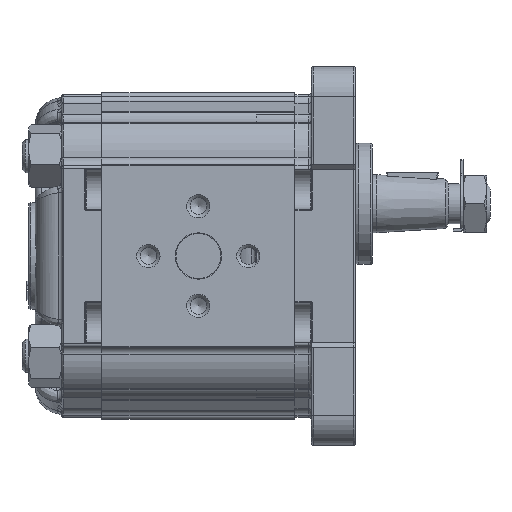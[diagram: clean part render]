
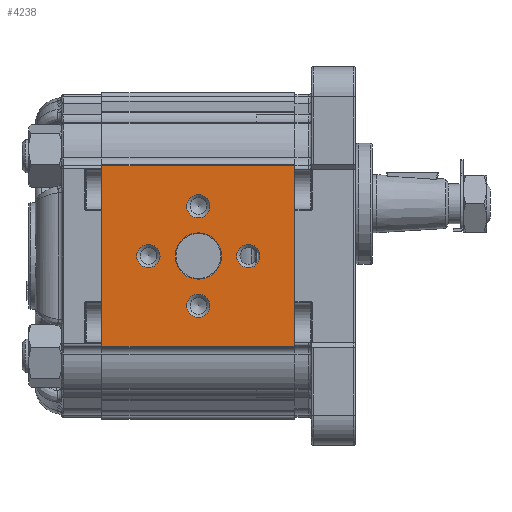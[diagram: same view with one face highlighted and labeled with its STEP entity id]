
A CAD part, left-side view. The second image highlights one B-rep face of the part: STEP entity #4238.
In plain terms, the highlighted planar face has unit normal (-1, 0, 0).
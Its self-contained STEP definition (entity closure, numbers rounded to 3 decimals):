
#4238 = ADVANCED_FACE( '', ( #9424, #9425, #9426, #9427, #9428, #9429 ), #9430, .T. );
#9424 = FACE_BOUND( '', #17100, .T. );
#9425 = FACE_BOUND( '', #17101, .T. );
#9426 = FACE_BOUND( '', #17102, .T. );
#9427 = FACE_BOUND( '', #17103, .T. );
#9428 = FACE_BOUND( '', #17104, .T. );
#9429 = FACE_OUTER_BOUND( '', #17105, .T. );
#9430 = PLANE( '', #17106 );
#17100 = EDGE_LOOP( '', ( #31377 ) );
#17101 = EDGE_LOOP( '', ( #31378 ) );
#17102 = EDGE_LOOP( '', ( #31379 ) );
#17103 = EDGE_LOOP( '', ( #31380 ) );
#17104 = EDGE_LOOP( '', ( #31381 ) );
#17105 = EDGE_LOOP( '', ( #31382, #31383, #31384, #31385 ) );
#17106 = AXIS2_PLACEMENT_3D( '', #31386, #31387, #31388 );
#31377 = ORIENTED_EDGE( '', *, *, #38689, .T. );
#31378 = ORIENTED_EDGE( '', *, *, #42586, .T. );
#31379 = ORIENTED_EDGE( '', *, *, #38478, .T. );
#31380 = ORIENTED_EDGE( '', *, *, #43523, .T. );
#31381 = ORIENTED_EDGE( '', *, *, #41623, .T. );
#31382 = ORIENTED_EDGE( '', *, *, #41114, .F. );
#31383 = ORIENTED_EDGE( '', *, *, #39881, .F. );
#31384 = ORIENTED_EDGE( '', *, *, #42731, .T. );
#31385 = ORIENTED_EDGE( '', *, *, #39972, .T. );
#31386 = CARTESIAN_POINT( '', ( -43., 58., 27.048 ) );
#31387 = DIRECTION( '', ( -1., 0., 0. ) );
#31388 = DIRECTION( '', ( 0., 0., 1. ) );
#38478 = EDGE_CURVE( '', #45427, #45427, #45428, .F. );
#38689 = EDGE_CURVE( '', #45820, #45820, #45821, .F. );
#39881 = EDGE_CURVE( '', #47869, #47865, #47871, .T. );
#39972 = EDGE_CURVE( '', #48034, #48031, #48035, .T. );
#41114 = EDGE_CURVE( '', #47865, #48031, #49843, .T. );
#41623 = EDGE_CURVE( '', #50610, #50610, #50611, .F. );
#42586 = EDGE_CURVE( '', #51983, #51983, #51984, .F. );
#42731 = EDGE_CURVE( '', #47869, #48034, #52177, .T. );
#43523 = EDGE_CURVE( '', #53174, #53174, #53175, .F. );
#45427 = VERTEX_POINT( '', #55516 );
#45428 = CIRCLE( '', #55517, 3.5 );
#45820 = VERTEX_POINT( '', #56054 );
#45821 = CIRCLE( '', #56055, 3.5 );
#47865 = VERTEX_POINT( '', #59972 );
#47869 = VERTEX_POINT( '', #59977 );
#47871 = LINE( '', #59979, #59980 );
#48031 = VERTEX_POINT( '', #60215 );
#48034 = VERTEX_POINT( '', #60218 );
#48035 = LINE( '', #60219, #60220 );
#49843 = LINE( '', #63968, #63969 );
#50610 = VERTEX_POINT( '', #65341 );
#50611 = CIRCLE( '', #65342, 6.95 );
#51983 = VERTEX_POINT( '', #68347 );
#51984 = CIRCLE( '', #68348, 3.5 );
#52177 = LINE( '', #68790, #68791 );
#53174 = VERTEX_POINT( '', #70908 );
#53175 = CIRCLE( '', #70909, 3.5 );
#55516 = CARTESIAN_POINT( '', ( -43., 29., -11.5 ) );
#55517 = AXIS2_PLACEMENT_3D( '', #74269, #74270, #74271 );
#56054 = CARTESIAN_POINT( '', ( -43., 14., 3.5 ) );
#56055 = AXIS2_PLACEMENT_3D( '', #74605, #74606, #74607 );
#59972 = CARTESIAN_POINT( '', ( -43., 0., 27.048 ) );
#59977 = CARTESIAN_POINT( '', ( -43., 58., 27.048 ) );
#59979 = CARTESIAN_POINT( '', ( -43., 58., 27.048 ) );
#59980 = VECTOR( '', #76013, 1000. );
#60215 = CARTESIAN_POINT( '', ( -43., 0., -27.048 ) );
#60218 = CARTESIAN_POINT( '', ( -43., 58., -27.048 ) );
#60219 = CARTESIAN_POINT( '', ( -43., 58., -27.048 ) );
#60220 = VECTOR( '', #76130, 1000. );
#63968 = CARTESIAN_POINT( '', ( -43., 0., 27.048 ) );
#63969 = VECTOR( '', #77370, 1000. );
#65341 = CARTESIAN_POINT( '', ( -43., 29., 6.95 ) );
#65342 = AXIS2_PLACEMENT_3D( '', #77951, #77952, #77953 );
#68347 = CARTESIAN_POINT( '', ( -43., 44., 3.5 ) );
#68348 = AXIS2_PLACEMENT_3D( '', #78927, #78928, #78929 );
#68790 = CARTESIAN_POINT( '', ( -43., 58., 27.048 ) );
#68791 = VECTOR( '', #79120, 1000. );
#70908 = CARTESIAN_POINT( '', ( -43., 29., 18.5 ) );
#70909 = AXIS2_PLACEMENT_3D( '', #79898, #79899, #79900 );
#74269 = CARTESIAN_POINT( '', ( -43., 29., -15. ) );
#74270 = DIRECTION( '', ( -1., 0., 0. ) );
#74271 = DIRECTION( '', ( 0., 0., 1. ) );
#74605 = CARTESIAN_POINT( '', ( -43., 14., 0. ) );
#74606 = DIRECTION( '', ( -1., 0., 0. ) );
#74607 = DIRECTION( '', ( 0., 0., 1. ) );
#76013 = DIRECTION( '', ( 0., -1., 0. ) );
#76130 = DIRECTION( '', ( 0., -1., 0. ) );
#77370 = DIRECTION( '', ( 0., 0., -1. ) );
#77951 = CARTESIAN_POINT( '', ( -43., 29., 0. ) );
#77952 = DIRECTION( '', ( -1., 0., 0. ) );
#77953 = DIRECTION( '', ( 0., 0., 1. ) );
#78927 = CARTESIAN_POINT( '', ( -43., 44., 0. ) );
#78928 = DIRECTION( '', ( -1., 0., 0. ) );
#78929 = DIRECTION( '', ( 0., 0., 1. ) );
#79120 = DIRECTION( '', ( 0., 0., -1. ) );
#79898 = CARTESIAN_POINT( '', ( -43., 29., 15. ) );
#79899 = DIRECTION( '', ( -1., 0., 0. ) );
#79900 = DIRECTION( '', ( 0., 0., 1. ) );
